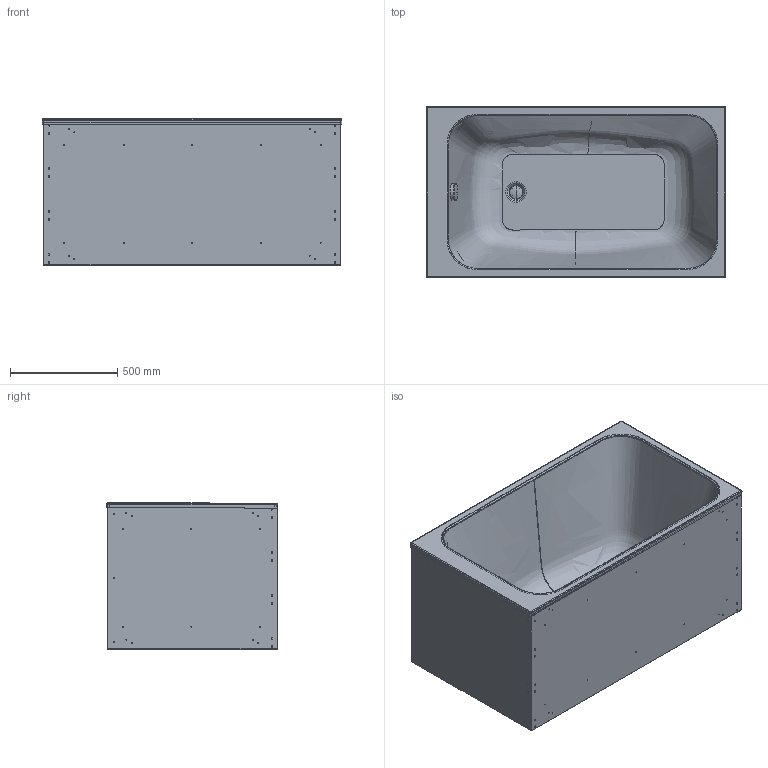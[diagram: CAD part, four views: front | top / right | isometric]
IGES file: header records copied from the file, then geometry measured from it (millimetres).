
Global section: file name: No Iges File Name specified; native system: Autodesk Inventor 2011; preprocessor: AutoDesk Inventor Iges Exporter R2011; author: Administrator; date: 20110526.110359; units: millimetre
Bounding box: 1400 x 800.02 x 682.8 mm (x, y, z)
Volume: 14973168.5 mm3; surface area: 9177814.2 mm2
Topology: 6 solids, 6 shells, 499 faces, 3353 edges, 3039 vertices
Faces by surface type: revolution 262, plane 163, bspline 32, cylinder 32, torus 8, cone 2
